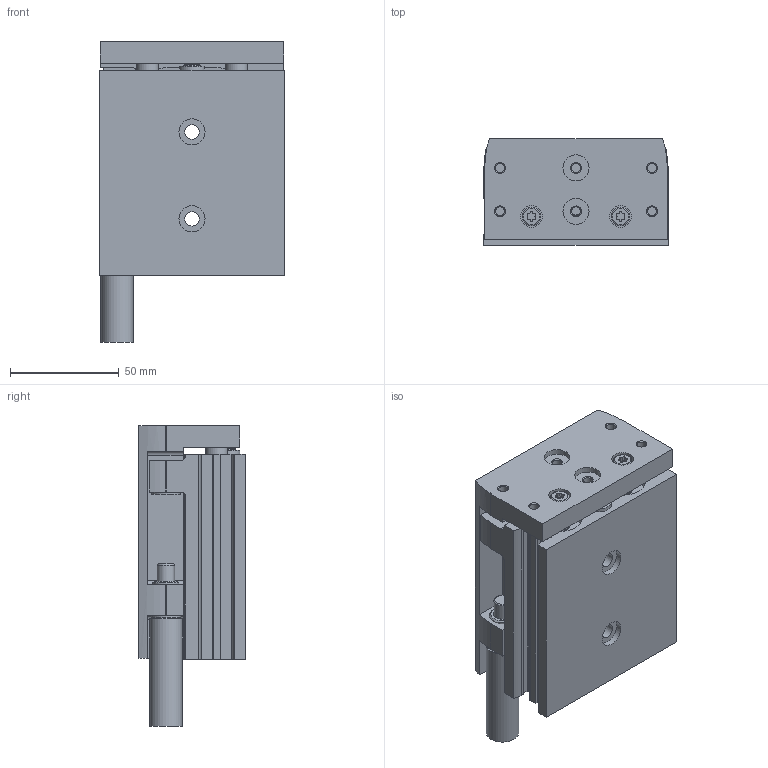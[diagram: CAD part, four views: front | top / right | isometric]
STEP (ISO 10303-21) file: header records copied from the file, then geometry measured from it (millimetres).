
FILE_DESCRIPTION(/* description */ ('STEP AP214'),/* implementation_level */ '2;1');
FILE_NAME(/* name */ '8085184_DGST-20-40-Y12A',/* time_stamp */ '2024-08-16T07:17:54+02:00',/* author */ ('License CC BY-ND 4.0'),/* organization */ ('CADENAS'),/* preprocessor_version */ 'ST-DEVELOPER v19.3',/* originating_system */ 'PARTsolutions',/* authorisation */ ' ');
FILE_SCHEMA (('AUTOMOTIVE_DESIGN {1 0 10303 214 3 1 1}'));
Length unit declared in the file: millimetre
Products named in the file (6): 8085184 DGST-20-40-Y12A---(0-high); 8073896 DGST-20-40---Y12---(mechanical-high)h; 8073896 DGST-20-40---(mechanical-high)s; 8074428 DYEF-G8-M12x1; 4646950 DYSS-8-8-Y1F---(1_0_0); 4646950 DYSS-8-8-Y1F---(2_0_0)
Assembly tree (6 placements, depth 2):
  8085184 DGST-20-40-Y12A---(0-high)
    8073896 DGST-20-40---Y12---(mechanical-high)h
    8073896 DGST-20-40---(mechanical-high)s
    8074428 DYEF-G8-M12x1  x2
    4646950 DYSS-8-8-Y1F---(1_0_0)
    4646950 DYSS-8-8-Y1F---(2_0_0)
Bounding box: 85 x 49 x 138.5 mm (x, y, z)
Volume: 351240.2 mm3; surface area: 101979.8 mm2
Topology: 6 solids, 6 shells, 626 faces, 1480 edges, 961 vertices
Faces by surface type: plane 297, cylinder 265, cone 49, torus 15
Full cylindrical faces by diameter (mm): 3.5 x2, 4.134 x12, 5.5 x6, 5.6 x4, 5.98 x1, 6.5 x6, 6.647 x2, 7.9 x2, 8 x6, 8.2 x2, 8.5 x2, 8.566 x2, 8.7 x2, 9 x1, 10 x4, 10.1 x2, 10.4 x2, 10.917 x4, 11 x6, 11.5 x1, 12 x8, 12.1 x2, 13 x2, 13.5 x2, 15 x2, 20 x6
Entity records: 18632 total; most frequent: DIRECTION 3098, CARTESIAN_POINT 2872, ORIENTED_EDGE 2598, EDGE_CURVE 1299, AXIS2_PLACEMENT_3D 1195, VERTEX_POINT 935, EDGE_LOOP 848, FACE_BOUND 848
